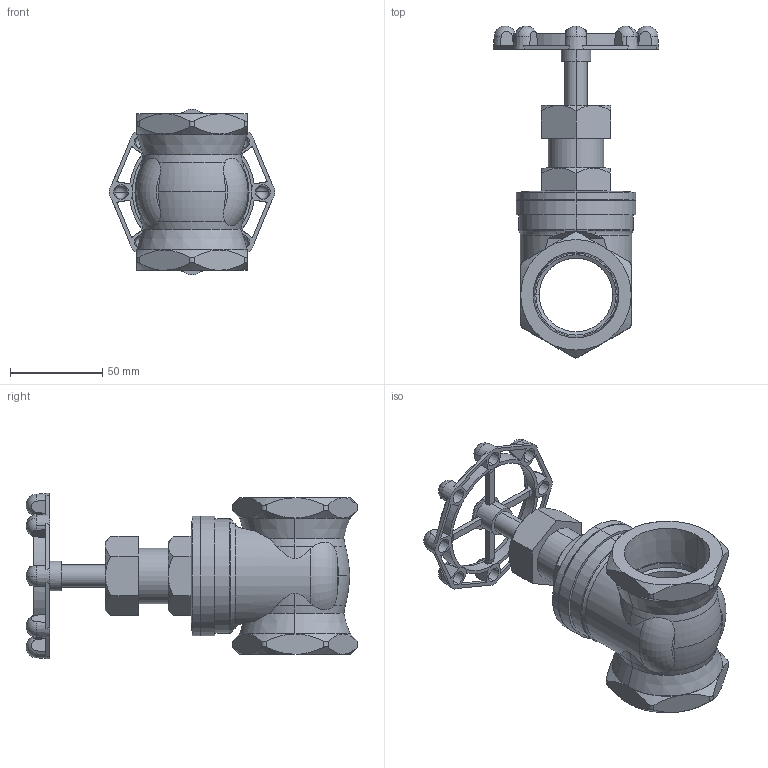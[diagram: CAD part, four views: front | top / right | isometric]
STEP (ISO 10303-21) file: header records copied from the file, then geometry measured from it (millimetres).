
FILE_DESCRIPTION (( 'STEP AP203' ), '1' );
FILE_NAME ('GT-200-DN40-Total assembly.STEP', '2019-01-18T08:05:49', ( '' ), ( '' ), 'SwSTEP 2.0', 'SolidWorks 2012', '' );
FILE_SCHEMA (( 'CONFIG_CONTROL_DESIGN' ));
Length unit declared in the file: millimetre
Products named in the file (4): GT-200-DN40-Total assembly; GT-200-DN40-NUT-3D; GT-200-DN40-HW-3D; GT-200-DN40-BODY.dwg
Assembly tree (3 placements, depth 2):
  GT-200-DN40-Total assembly
    GT-200-DN40-BODY.dwg
    GT-200-DN40-HW-3D
    GT-200-DN40-NUT-3D
Bounding box: 90 x 180.18 x 90 mm (x, y, z)
Volume: 268375 mm3; surface area: 60487.8 mm2
Topology: 4 solids, 4 shells, 408 faces, 1072 edges, 668 vertices
Faces by surface type: cone 133, plane 133, cylinder 84, sphere 32, torus 18, bspline 8
Entity records: 14575 total; most frequent: CARTESIAN_POINT 4408, ORIENTED_EDGE 2136, DIRECTION 2011, EDGE_CURVE 1068, AXIS2_PLACEMENT_3D 859, VERTEX_POINT 668, CIRCLE 453, EDGE_LOOP 440
